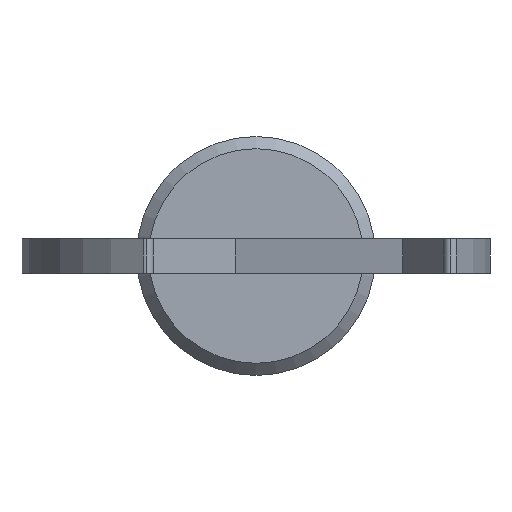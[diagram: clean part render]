
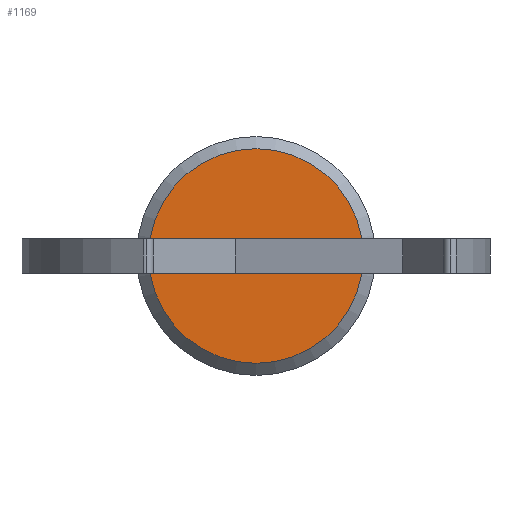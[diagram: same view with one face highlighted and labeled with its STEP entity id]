
A CAD part, left-side view. The second image highlights one B-rep face of the part: STEP entity #1169.
In plain terms, the highlighted planar face has unit normal (-1, 0, 0).
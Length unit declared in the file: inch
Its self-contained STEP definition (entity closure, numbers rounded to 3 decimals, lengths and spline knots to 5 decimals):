
#229 = EDGE_CURVE ( 'NONE', #1191, #5213, #4012, .T. ) ;
#248 = ORIENTED_EDGE ( 'NONE', *, *, #5593, .T. ) ;
#366 = CARTESIAN_POINT ( 'NONE',  ( 0., -0.2451, 0.05 ) ) ;
#828 = CARTESIAN_POINT ( 'NONE',  ( 0., -0.2451, -0.05 ) ) ;
#857 = VECTOR ( 'NONE', #8364, 39.37008 ) ;
#1114 = DIRECTION ( 'NONE',  ( -1., 0., 0. ) ) ;
#1169 = ADVANCED_FACE ( 'NONE', ( #5210, #8901 ), #7536, .F. ) ;
#1191 = VERTEX_POINT ( 'NONE', #828 ) ;
#1425 = CARTESIAN_POINT ( 'NONE',  ( 0., 0.2451, 0.05 ) ) ;
#1547 = DIRECTION ( 'NONE',  ( 0., -1., 0. ) ) ;
#1782 = CARTESIAN_POINT ( 'NONE',  ( 0., -0.30888, 0. ) ) ;
#1983 = EDGE_CURVE ( 'NONE', #3616, #8349, #9562, .T. ) ;
#2236 = LINE ( 'NONE', #5177, #6851 ) ;
#2410 = EDGE_CURVE ( 'NONE', #4847, #5213, #6495, .T. ) ;
#2545 = DIRECTION ( 'NONE',  ( 0., 0., -1. ) ) ;
#3260 = CIRCLE ( 'NONE', #4490, 0.30888 ) ;
#3381 = ORIENTED_EDGE ( 'NONE', *, *, #2410, .F. ) ;
#3616 = VERTEX_POINT ( 'NONE', #7569 ) ;
#3619 = EDGE_LOOP ( 'NONE', ( #4411, #5043, #3381, #8331 ) ) ;
#3716 = EDGE_CURVE ( 'NONE', #5635, #4847, #2236, .T. ) ;
#3775 = CARTESIAN_POINT ( 'NONE',  ( 0., 0., 0. ) ) ;
#4012 = LINE ( 'NONE', #4055, #857 ) ;
#4055 = CARTESIAN_POINT ( 'NONE',  ( 0., 0.2451, -0.05 ) ) ;
#4058 = DIRECTION ( 'NONE',  ( 0., -1., 0. ) ) ;
#4411 = ORIENTED_EDGE ( 'NONE', *, *, #9555, .T. ) ;
#4490 = AXIS2_PLACEMENT_3D ( 'NONE', #7819, #1114, #4058 ) ;
#4534 = CARTESIAN_POINT ( 'NONE',  ( 0., 0., 0. ) ) ;
#4847 = VERTEX_POINT ( 'NONE', #1425 ) ;
#4886 = DIRECTION ( 'NONE',  ( 0., 0., -1. ) ) ;
#5043 = ORIENTED_EDGE ( 'NONE', *, *, #229, .T. ) ;
#5177 = CARTESIAN_POINT ( 'NONE',  ( 0., 0.2451, 0.05 ) ) ;
#5210 = FACE_BOUND ( 'NONE', #3619, .T. ) ;
#5213 = VERTEX_POINT ( 'NONE', #6006 ) ;
#5586 = VECTOR ( 'NONE', #2545, 39.37008 ) ;
#5593 = EDGE_CURVE ( 'NONE', #8349, #3616, #3260, .T. ) ;
#5635 = VERTEX_POINT ( 'NONE', #8550 ) ;
#5714 = AXIS2_PLACEMENT_3D ( 'NONE', #3775, #8993, #1547 ) ;
#6006 = CARTESIAN_POINT ( 'NONE',  ( 0., 0.2451, -0.05 ) ) ;
#6495 = LINE ( 'NONE', #6542, #5586 ) ;
#6542 = CARTESIAN_POINT ( 'NONE',  ( 0., 0.2451, 0.05 ) ) ;
#6805 = DIRECTION ( 'NONE',  ( 0., -1., 0. ) ) ;
#6851 = VECTOR ( 'NONE', #7028, 39.37008 ) ;
#7028 = DIRECTION ( 'NONE',  ( 0., 1., 0. ) ) ;
#7536 = PLANE ( 'NONE',  #5714 ) ;
#7566 = ORIENTED_EDGE ( 'NONE', *, *, #1983, .T. ) ;
#7569 = CARTESIAN_POINT ( 'NONE',  ( 0., 0.30888, 0. ) ) ;
#7819 = CARTESIAN_POINT ( 'NONE',  ( 0., 0., 0. ) ) ;
#7941 = VECTOR ( 'NONE', #4886, 39.37008 ) ;
#8307 = DIRECTION ( 'NONE',  ( -1., 0., 0. ) ) ;
#8331 = ORIENTED_EDGE ( 'NONE', *, *, #3716, .F. ) ;
#8349 = VERTEX_POINT ( 'NONE', #1782 ) ;
#8364 = DIRECTION ( 'NONE',  ( 0., 1., 0. ) ) ;
#8513 = EDGE_LOOP ( 'NONE', ( #7566, #248 ) ) ;
#8550 = CARTESIAN_POINT ( 'NONE',  ( 0., -0.2451, 0.05 ) ) ;
#8572 = LINE ( 'NONE', #366, #7941 ) ;
#8627 = AXIS2_PLACEMENT_3D ( 'NONE', #4534, #8307, #6805 ) ;
#8901 = FACE_OUTER_BOUND ( 'NONE', #8513, .T. ) ;
#8993 = DIRECTION ( 'NONE',  ( 1., 0., 0. ) ) ;
#9555 = EDGE_CURVE ( 'NONE', #5635, #1191, #8572, .T. ) ;
#9562 = CIRCLE ( 'NONE', #8627, 0.30888 ) ;
